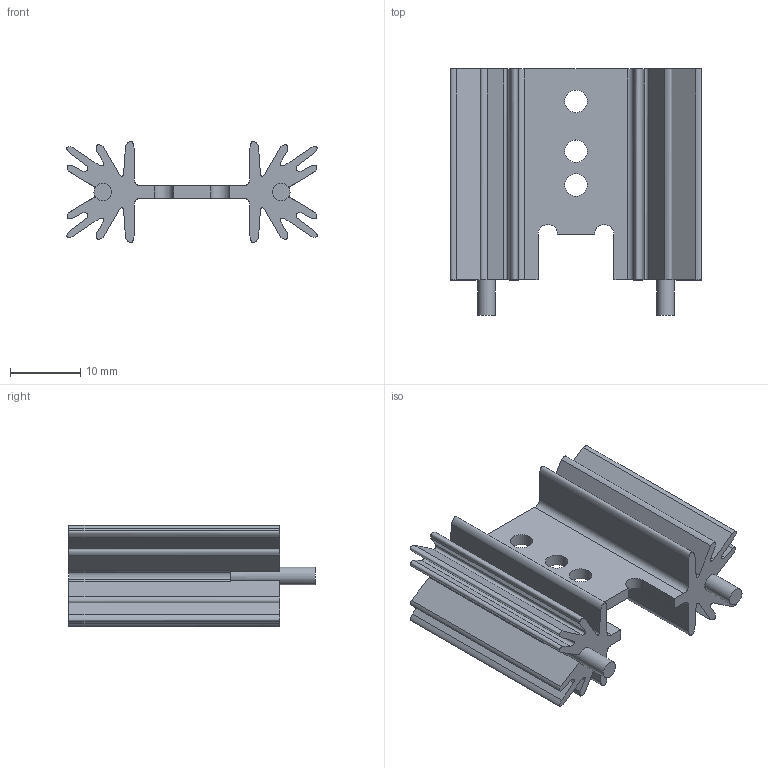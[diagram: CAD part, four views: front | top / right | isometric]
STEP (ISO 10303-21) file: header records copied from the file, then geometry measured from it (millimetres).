
FILE_DESCRIPTION(/* description */ (''),/* implementation_level */ '2;1');
FILE_NAME(/* name */ 'Sk104 30_2.5 v1.step',/* time_stamp */ '2021-12-15T23:51:48+03:00',/* author */ (''),/* organization */ (''),/* preprocessor_version */ 'ST-DEVELOPER v18.1',/* originating_system */ 'Autodesk Translation Framework v10.10.0.1391',/* authorisation */ '');
FILE_SCHEMA (('AUTOMOTIVE_DESIGN { 1 0 10303 214 3 1 1 }'));
Length unit declared in the file: millimetre
Products named in the file (1): Sk104 30_2.5
Bounding box: 35.63 x 35 x 14.39 mm (x, y, z)
Volume: 5115.7 mm3; surface area: 6373.6 mm2
Topology: 1 solids, 1 shells, 97 faces, 277 edges, 182 vertices
Faces by surface type: plane 52, bspline 36, cylinder 9
Full cylindrical faces by diameter (mm): 2.5 x2, 3.2 x3
Entity records: 3358 total; most frequent: CARTESIAN_POINT 997, ORIENTED_EDGE 554, DIRECTION 347, EDGE_CURVE 277, VERTEX_POINT 182, LINE 171, VECTOR 171, EDGE_LOOP 103
